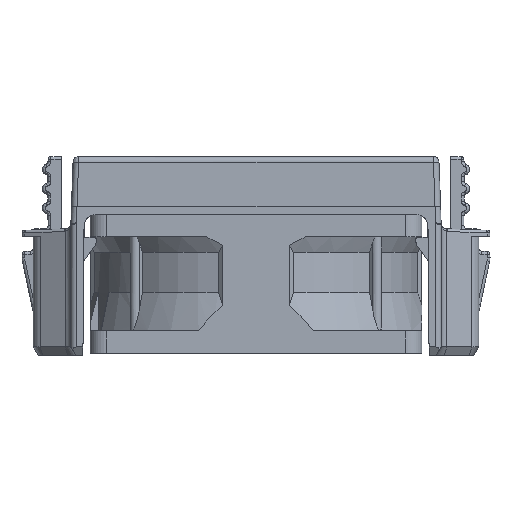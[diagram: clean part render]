
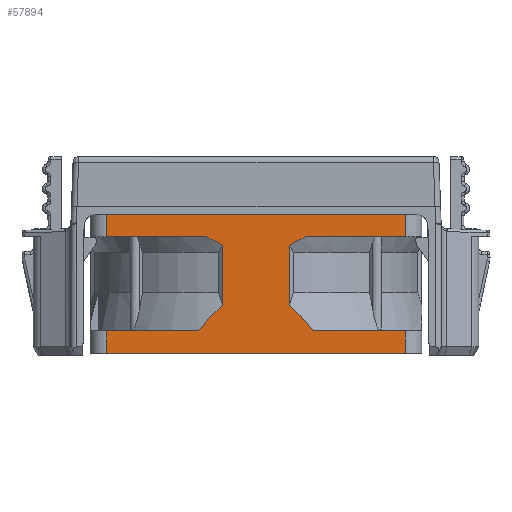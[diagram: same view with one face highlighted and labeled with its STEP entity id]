
A CAD part, front view. The second image highlights one B-rep face of the part: STEP entity #57894.
In plain terms, the highlighted planar face has unit normal (0, -1, 0).
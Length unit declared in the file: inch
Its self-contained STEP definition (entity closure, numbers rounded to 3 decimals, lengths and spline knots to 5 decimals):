
#387 = DIRECTION ( 'NONE',  ( 0., -1., 0. ) ) ;
#544 = CARTESIAN_POINT ( 'NONE',  ( -1.05365, -1.18113, -1.40551 ) ) ;
#545 = CARTESIAN_POINT ( 'NONE',  ( 0.00934, -1.18113, -0.41339 ) ) ;
#851 = ORIENTED_EDGE ( 'NONE', *, *, #47514, .T. ) ;
#1200 = VECTOR ( 'NONE', #33359, 39.37008 ) ;
#1278 = CARTESIAN_POINT ( 'NONE',  ( 0.00934, -1.18113, -1.39764 ) ) ;
#1516 = VERTEX_POINT ( 'NONE', #39301 ) ;
#2259 = ORIENTED_EDGE ( 'NONE', *, *, #14694, .T. ) ;
#3493 = CARTESIAN_POINT ( 'NONE',  ( -0.2644, -1.18113, -0.61383 ) ) ;
#3645 = B_SPLINE_CURVE_WITH_KNOTS ( 'NONE', 3,
 ( #34617, #43957, #9748, #28977 ),
 .UNSPECIFIED., .F., .F.,
 ( 4, 4 ),
 ( 0., 1. ),
 .UNSPECIFIED. ) ;
#3716 = CARTESIAN_POINT ( 'NONE',  ( -0.22688, -1.18113, -1.05931 ) ) ;
#3836 = VERTEX_POINT ( 'NONE', #59125 ) ;
#5361 = DIRECTION ( 'NONE',  ( 0., 0., -1. ) ) ;
#5722 = DIRECTION ( 'NONE',  ( 0., 0., 1. ) ) ;
#5727 = CARTESIAN_POINT ( 'NONE',  ( -0.22688, -1.18113, -1.05931 ) ) ;
#5812 = CARTESIAN_POINT ( 'NONE',  ( 1.07233, -1.18113, -0.90551 ) ) ;
#5892 = ORIENTED_EDGE ( 'NONE', *, *, #15943, .T. ) ;
#5905 = VERTEX_POINT ( 'NONE', #19892 ) ;
#6142 = CARTESIAN_POINT ( 'NONE',  ( 0.35939, -1.18113, -0.57087 ) ) ;
#6688 = VERTEX_POINT ( 'NONE', #8721 ) ;
#8366 = LINE ( 'NONE', #544, #39350 ) ;
#8721 = CARTESIAN_POINT ( 'NONE',  ( 1.07233, -1.18113, -1.39764 ) ) ;
#8886 = EDGE_CURVE ( 'NONE', #23472, #56510, #17819, .T. ) ;
#9130 = EDGE_CURVE ( 'NONE', #56510, #40744, #32499, .T. ) ;
#9748 = CARTESIAN_POINT ( 'NONE',  ( 0.30176, -1.18113, -1.10352 ) ) ;
#10859 = CARTESIAN_POINT ( 'NONE',  ( 0.24556, -1.18113, -0.90551 ) ) ;
#10965 = PLANE ( 'NONE',  #33046 ) ;
#12186 = VECTOR ( 'NONE', #57573, 39.37008 ) ;
#12813 = VERTEX_POINT ( 'NONE', #22860 ) ;
#12922 = EDGE_CURVE ( 'NONE', #3836, #37511, #28357, .T. ) ;
#12938 = CARTESIAN_POINT ( 'NONE',  ( 1.07233, -1.18113, -0.57087 ) ) ;
#13948 = VECTOR ( 'NONE', #22739, 39.37008 ) ;
#14601 = VECTOR ( 'NONE', #40425, 39.37008 ) ;
#14694 = EDGE_CURVE ( 'NONE', #39269, #63247, #62033, .T. ) ;
#15419 = VERTEX_POINT ( 'NONE', #59529 ) ;
#15943 = EDGE_CURVE ( 'NONE', #56142, #30288, #26270, .T. ) ;
#16289 = CARTESIAN_POINT ( 'NONE',  ( -0.34071, -1.18113, -0.57087 ) ) ;
#16826 = LINE ( 'NONE', #1278, #51759 ) ;
#17819 = B_SPLINE_CURVE_WITH_KNOTS ( 'NONE', 3,
 ( #23169, #62813, #3493, #62606 ),
 .UNSPECIFIED., .F., .F.,
 ( 4, 4 ),
 ( 0., 1. ),
 .UNSPECIFIED. ) ;
#18651 = CARTESIAN_POINT ( 'NONE',  ( -1.05365, -1.18113, -1.24016 ) ) ;
#18743 = ORIENTED_EDGE ( 'NONE', *, *, #12922, .T. ) ;
#18855 = CARTESIAN_POINT ( 'NONE',  ( 0.32102, -1.18113, -0.59425 ) ) ;
#19641 = EDGE_LOOP ( 'NONE', ( #39323, #5892, #62564, #32345, #55819, #62289, #851, #50382, #2259, #25411, #47046, #46281, #18743, #62566, #42232, #63075 ) ) ;
#19758 = LINE ( 'NONE', #33790, #1200 ) ;
#19892 = CARTESIAN_POINT ( 'NONE',  ( 0.41733, -1.18113, -1.24016 ) ) ;
#20077 = EDGE_CURVE ( 'NONE', #45103, #47009, #49242, .T. ) ;
#20206 = DIRECTION ( 'NONE',  ( -1., 0., 0. ) ) ;
#21824 = CARTESIAN_POINT ( 'NONE',  ( 0.00934, -1.18113, -0.57087 ) ) ;
#21864 = CARTESIAN_POINT ( 'NONE',  ( -0.22688, -1.18113, -0.62961 ) ) ;
#22739 = DIRECTION ( 'NONE',  ( 1., 0., 0. ) ) ;
#22860 = CARTESIAN_POINT ( 'NONE',  ( 0.24556, -1.18113, -1.05931 ) ) ;
#23169 = CARTESIAN_POINT ( 'NONE',  ( -0.34071, -1.18113, -0.57087 ) ) ;
#23472 = VERTEX_POINT ( 'NONE', #16289 ) ;
#23649 = CARTESIAN_POINT ( 'NONE',  ( -0.61699, -1.18113, -1.24016 ) ) ;
#23782 = LINE ( 'NONE', #21824, #12186 ) ;
#23873 = DIRECTION ( 'NONE',  ( 0., 0., 1. ) ) ;
#24332 = CARTESIAN_POINT ( 'NONE',  ( -1.05365, -1.18113, -0.41339 ) ) ;
#25411 = ORIENTED_EDGE ( 'NONE', *, *, #57698, .T. ) ;
#26058 = FACE_OUTER_BOUND ( 'NONE', #19641, .T. ) ;
#26270 = B_SPLINE_CURVE_WITH_KNOTS ( 'NONE', 3,
 ( #33136, #23649, #28168, #18651 ),
 .UNSPECIFIED., .F., .F.,
 ( 4, 4 ),
 ( 0., 1. ),
 .UNSPECIFIED. ) ;
#26805 = DIRECTION ( 'NONE',  ( 0., 0., 1. ) ) ;
#28163 = CARTESIAN_POINT ( 'NONE',  ( 0.35939, -1.18113, -0.57087 ) ) ;
#28168 = CARTESIAN_POINT ( 'NONE',  ( -0.83532, -1.18113, -1.24016 ) ) ;
#28357 = LINE ( 'NONE', #24332, #54027 ) ;
#28796 = CARTESIAN_POINT ( 'NONE',  ( 0.24556, -1.18113, -0.62961 ) ) ;
#28977 = CARTESIAN_POINT ( 'NONE',  ( 0.24556, -1.18113, -1.05931 ) ) ;
#29228 = EDGE_CURVE ( 'NONE', #47009, #3836, #37932, .T. ) ;
#29945 = CARTESIAN_POINT ( 'NONE',  ( 0.00934, -1.18113, -0.90551 ) ) ;
#30112 = LINE ( 'NONE', #10859, #61948 ) ;
#30288 = VERTEX_POINT ( 'NONE', #61845 ) ;
#31690 = VECTOR ( 'NONE', #20206, 39.37008 ) ;
#32148 = VECTOR ( 'NONE', #23873, 39.37008 ) ;
#32345 = ORIENTED_EDGE ( 'NONE', *, *, #32409, .F. ) ;
#32409 = EDGE_CURVE ( 'NONE', #6688, #15419, #16826, .T. ) ;
#32499 = LINE ( 'NONE', #52386, #41871 ) ;
#33046 = AXIS2_PLACEMENT_3D ( 'NONE', #29945, #387, #5361 ) ;
#33136 = CARTESIAN_POINT ( 'NONE',  ( -0.39866, -1.18113, -1.24016 ) ) ;
#33223 = LINE ( 'NONE', #47440, #13948 ) ;
#33359 = DIRECTION ( 'NONE',  ( -1., 0., 0. ) ) ;
#33790 = CARTESIAN_POINT ( 'NONE',  ( 0.00934, -1.18113, -1.24016 ) ) ;
#34260 = CARTESIAN_POINT ( 'NONE',  ( 1.07233, -1.18113, -0.41339 ) ) ;
#34617 = CARTESIAN_POINT ( 'NONE',  ( 0.41733, -1.18113, -1.24016 ) ) ;
#37511 = VERTEX_POINT ( 'NONE', #62303 ) ;
#37932 = LINE ( 'NONE', #545, #31690 ) ;
#38008 = DIRECTION ( 'NONE',  ( 0., 0., -1. ) ) ;
#39269 = VERTEX_POINT ( 'NONE', #42270 ) ;
#39301 = CARTESIAN_POINT ( 'NONE',  ( 1.07233, -1.18113, -1.24016 ) ) ;
#39323 = ORIENTED_EDGE ( 'NONE', *, *, #52648, .T. ) ;
#39350 = VECTOR ( 'NONE', #5722, 39.37008 ) ;
#40325 = EDGE_CURVE ( 'NONE', #6688, #1516, #51876, .T. ) ;
#40425 = DIRECTION ( 'NONE',  ( 0., 0., 1. ) ) ;
#40744 = VERTEX_POINT ( 'NONE', #5727 ) ;
#41871 = VECTOR ( 'NONE', #38008, 39.37008 ) ;
#42232 = ORIENTED_EDGE ( 'NONE', *, *, #8886, .T. ) ;
#42270 = CARTESIAN_POINT ( 'NONE',  ( 0.24556, -1.18113, -0.62961 ) ) ;
#43130 = CARTESIAN_POINT ( 'NONE',  ( -0.28306, -1.18113, -1.1035 ) ) ;
#43957 = CARTESIAN_POINT ( 'NONE',  ( 0.35902, -1.18113, -1.1638 ) ) ;
#45103 = VERTEX_POINT ( 'NONE', #12938 ) ;
#45772 = EDGE_CURVE ( 'NONE', #37511, #23472, #33223, .T. ) ;
#46281 = ORIENTED_EDGE ( 'NONE', *, *, #29228, .T. ) ;
#46412 = EDGE_CURVE ( 'NONE', #12813, #39269, #30112, .T. ) ;
#46894 = CARTESIAN_POINT ( 'NONE',  ( 1.07233, -1.18113, -0.57087 ) ) ;
#47009 = VERTEX_POINT ( 'NONE', #34260 ) ;
#47046 = ORIENTED_EDGE ( 'NONE', *, *, #20077, .T. ) ;
#47216 = EDGE_CURVE ( 'NONE', #15419, #30288, #8366, .T. ) ;
#47440 = CARTESIAN_POINT ( 'NONE',  ( 0.00934, -1.18113, -0.57087 ) ) ;
#47514 = EDGE_CURVE ( 'NONE', #5905, #12813, #3645, .T. ) ;
#49242 = LINE ( 'NONE', #46894, #32148 ) ;
#50382 = ORIENTED_EDGE ( 'NONE', *, *, #46412, .T. ) ;
#51759 = VECTOR ( 'NONE', #61040, 39.37008 ) ;
#51876 = LINE ( 'NONE', #5812, #14601 ) ;
#52386 = CARTESIAN_POINT ( 'NONE',  ( -0.22688, -1.18113, -0.90551 ) ) ;
#52648 = EDGE_CURVE ( 'NONE', #40744, #56142, #60321, .T. ) ;
#54027 = VECTOR ( 'NONE', #63569, 39.37008 ) ;
#55819 = ORIENTED_EDGE ( 'NONE', *, *, #40325, .T. ) ;
#56142 = VERTEX_POINT ( 'NONE', #56895 ) ;
#56510 = VERTEX_POINT ( 'NONE', #21864 ) ;
#56895 = CARTESIAN_POINT ( 'NONE',  ( -0.39866, -1.18113, -1.24016 ) ) ;
#57573 = DIRECTION ( 'NONE',  ( 1., 0., 0. ) ) ;
#57698 = EDGE_CURVE ( 'NONE', #63247, #45103, #23782, .T. ) ;
#57894 = ADVANCED_FACE ( 'NONE', ( #26058 ), #10965, .T. ) ;
#59125 = CARTESIAN_POINT ( 'NONE',  ( -1.05365, -1.18113, -0.41339 ) ) ;
#59369 = EDGE_CURVE ( 'NONE', #1516, #5905, #19758, .T. ) ;
#59529 = CARTESIAN_POINT ( 'NONE',  ( -1.05365, -1.18113, -1.39764 ) ) ;
#60321 = B_SPLINE_CURVE_WITH_KNOTS ( 'NONE', 3,
 ( #3716, #43130, #62827, #63258 ),
 .UNSPECIFIED., .F., .F.,
 ( 4, 4 ),
 ( 0., 1. ),
 .UNSPECIFIED. ) ;
#61040 = DIRECTION ( 'NONE',  ( -1., 0., 0. ) ) ;
#61845 = CARTESIAN_POINT ( 'NONE',  ( -1.05365, -1.18113, -1.24016 ) ) ;
#61948 = VECTOR ( 'NONE', #26805, 39.37008 ) ;
#62033 = B_SPLINE_CURVE_WITH_KNOTS ( 'NONE', 3,
 ( #28796, #63071, #18855, #28163 ),
 .UNSPECIFIED., .F., .F.,
 ( 4, 4 ),
 ( 0., 1. ),
 .UNSPECIFIED. ) ;
#62289 = ORIENTED_EDGE ( 'NONE', *, *, #59369, .T. ) ;
#62303 = CARTESIAN_POINT ( 'NONE',  ( -1.05366, -1.18113, -0.57087 ) ) ;
#62564 = ORIENTED_EDGE ( 'NONE', *, *, #47216, .F. ) ;
#62566 = ORIENTED_EDGE ( 'NONE', *, *, #45772, .T. ) ;
#62606 = CARTESIAN_POINT ( 'NONE',  ( -0.22688, -1.18113, -0.62961 ) ) ;
#62813 = CARTESIAN_POINT ( 'NONE',  ( -0.30234, -1.18113, -0.59425 ) ) ;
#62827 = CARTESIAN_POINT ( 'NONE',  ( -0.34032, -1.18113, -1.16378 ) ) ;
#63071 = CARTESIAN_POINT ( 'NONE',  ( 0.28307, -1.18113, -0.61383 ) ) ;
#63075 = ORIENTED_EDGE ( 'NONE', *, *, #9130, .T. ) ;
#63247 = VERTEX_POINT ( 'NONE', #6142 ) ;
#63258 = CARTESIAN_POINT ( 'NONE',  ( -0.39866, -1.18113, -1.24016 ) ) ;
#63569 = DIRECTION ( 'NONE',  ( 0., 0., -1. ) ) ;
